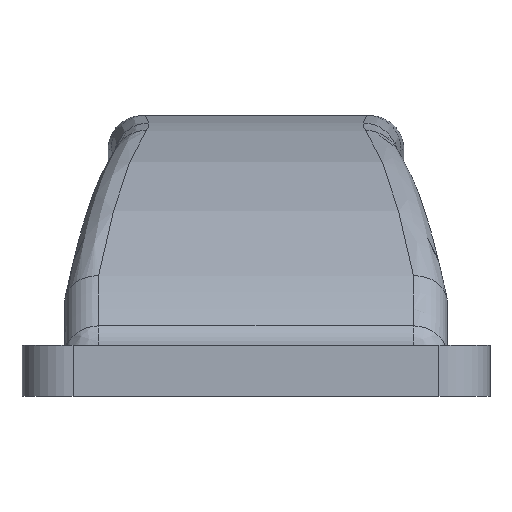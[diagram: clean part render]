
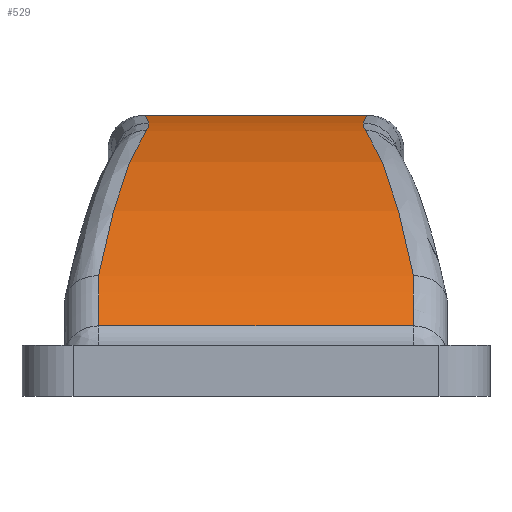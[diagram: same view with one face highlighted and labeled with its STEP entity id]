
A CAD part, front view. The second image highlights one B-rep face of the part: STEP entity #529.
In plain terms, the highlighted cylindrical face has radius 103 mm (diameter 206 mm), a partial arc.
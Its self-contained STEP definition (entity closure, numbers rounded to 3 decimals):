
#64 = DIRECTION ( 'NONE',  ( 1., 0., 0. ) ) ;
#115 = CARTESIAN_POINT ( 'NONE',  ( -500000., -79.95, 8.28 ) ) ;
#184 = AXIS2_PLACEMENT_3D ( 'NONE', #2457, #254, #2838 ) ;
#247 = VERTEX_POINT ( 'NONE', #3246 ) ;
#254 = DIRECTION ( 'NONE',  ( 1., 0., 0. ) ) ;
#257 = CARTESIAN_POINT ( 'NONE',  ( -12.895, -32.042, 31.226 ) ) ;
#283 = LINE ( 'NONE', #115, #1250 ) ;
#294 = VERTEX_POINT ( 'NONE', #2621 ) ;
#338 = CARTESIAN_POINT ( 'NONE',  ( 13.043, -13.008, 33. ) ) ;
#400 = CARTESIAN_POINT ( 'NONE',  ( -18.5, -72.378, 14.168 ) ) ;
#522 = EDGE_CURVE ( 'NONE', #2231, #3870, #3965, .T. ) ;
#529 = ADVANCED_FACE ( 'NONE', ( #3099 ), #1874, .T. ) ;
#720 = EDGE_CURVE ( 'NONE', #247, #1908, #1232, .T. ) ;
#730 = CARTESIAN_POINT ( 'NONE',  ( -13.043, -13.008, 33. ) ) ;
#770 = VECTOR ( 'NONE', #987, 1000. ) ;
#786 = DIRECTION ( 'NONE',  ( 0., 1., 0. ) ) ;
#864 = CARTESIAN_POINT ( 'NONE',  ( -12.595, -26.296, 32.139 ) ) ;
#910 = CARTESIAN_POINT ( 'NONE',  ( -500000., -13.008, -70. ) ) ;
#987 = DIRECTION ( 'NONE',  ( 1., 0., 0. ) ) ;
#1053 = EDGE_CURVE ( 'NONE', #1725, #3870, #283, .T. ) ;
#1088 = ORIENTED_EDGE ( 'NONE', *, *, #720, .T. ) ;
#1092 = CARTESIAN_POINT ( 'NONE',  ( -16.817, -60.264, 22.713 ) ) ;
#1211 = ORIENTED_EDGE ( 'NONE', *, *, #1771, .T. ) ;
#1232 =( BOUNDED_CURVE ( )  B_SPLINE_CURVE ( 3, ( #730, #3007, #3479, #3817 ),
 .UNSPECIFIED., .F., .T. ) 
 B_SPLINE_CURVE_WITH_KNOTS ( ( 4, 4 ),
 ( 4.712, 4.842 ),
 .UNSPECIFIED. ) 
 CURVE ( )  GEOMETRIC_REPRESENTATION_ITEM ( )  RATIONAL_B_SPLINE_CURVE ( ( 1., 0.999, 0.999, 1. ) ) 
 REPRESENTATION_ITEM ( '' )  );
#1250 = VECTOR ( 'NONE', #2693, 1000. ) ;
#1318 = CARTESIAN_POINT ( 'NONE',  ( 12.595, -26.296, 32.139 ) ) ;
#1343 = EDGE_LOOP ( 'NONE', ( #1669, #1829, #3323, #4535, #4668, #1458, #4079, #1088, #1689, #1211 ) ) ;
#1458 = ORIENTED_EDGE ( 'NONE', *, *, #1496, .F. ) ;
#1496 = EDGE_CURVE ( 'NONE', #3986, #3682, #4653, .T. ) ;
#1585 = CARTESIAN_POINT ( 'NONE',  ( 12.595, -26.296, 32.139 ) ) ;
#1631 = DIRECTION ( 'NONE',  ( 0., 0., -1. ) ) ;
#1669 = ORIENTED_EDGE ( 'NONE', *, *, #3996, .T. ) ;
#1689 = ORIENTED_EDGE ( 'NONE', *, *, #2281, .T. ) ;
#1701 = EDGE_CURVE ( 'NONE', #294, #2231, #3445, .T. ) ;
#1725 = VERTEX_POINT ( 'NONE', #3002 ) ;
#1758 = LINE ( 'NONE', #3197, #770 ) ;
#1771 = EDGE_CURVE ( 'NONE', #4555, #4000, #2226, .T. ) ;
#1829 = ORIENTED_EDGE ( 'NONE', *, *, #1053, .T. ) ;
#1832 = AXIS2_PLACEMENT_3D ( 'NONE', #910, #3778, #1631 ) ;
#1871 = CARTESIAN_POINT ( 'NONE',  ( -14.919, -46.61, 28.487 ) ) ;
#1874 = CYLINDRICAL_SURFACE ( 'NONE', #1832, 103. ) ;
#1875 = EDGE_CURVE ( 'NONE', #3682, #294, #1877, .T. ) ;
#1877 = B_SPLINE_CURVE_WITH_KNOTS ( 'NONE', 3,
 ( #1585, #3793, #4520, #2331 ),
 .UNSPECIFIED., .F., .F.,
 ( 4, 4 ),
 ( 0., 0.006 ),
 .UNSPECIFIED. ) ;
#1908 = VERTEX_POINT ( 'NONE', #864 ) ;
#1919 = CARTESIAN_POINT ( 'NONE',  ( 16.817, -60.264, 22.713 ) ) ;
#2068 = CARTESIAN_POINT ( 'NONE',  ( 13.043, -13.008, 33. ) ) ;
#2226 =( BOUNDED_CURVE ( )  B_SPLINE_CURVE ( 3, ( #2606, #1871, #1092, #400 ),
 .UNSPECIFIED., .F., .T. ) 
 B_SPLINE_CURVE_WITH_KNOTS ( ( 4, 4 ),
 ( 1.757, 2.185 ),
 .UNSPECIFIED. ) 
 CURVE ( )  GEOMETRIC_REPRESENTATION_ITEM ( )  RATIONAL_B_SPLINE_CURVE ( ( 1., 0.985, 0.985, 1. ) ) 
 REPRESENTATION_ITEM ( '' )  );
#2231 = VERTEX_POINT ( 'NONE', #3521 ) ;
#2281 = EDGE_CURVE ( 'NONE', #1908, #4555, #3260, .T. ) ;
#2331 = CARTESIAN_POINT ( 'NONE',  ( 12.895, -32.042, 31.226 ) ) ;
#2357 = CARTESIAN_POINT ( 'NONE',  ( 18.5, -79.95, 8.28 ) ) ;
#2457 = CARTESIAN_POINT ( 'NONE',  ( -18.5, -13.008, -70. ) ) ;
#2460 = CARTESIAN_POINT ( 'NONE',  ( -12.631, -30.143, 31.583 ) ) ;
#2606 = CARTESIAN_POINT ( 'NONE',  ( -12.895, -32.042, 31.226 ) ) ;
#2621 = CARTESIAN_POINT ( 'NONE',  ( 12.895, -32.042, 31.226 ) ) ;
#2693 = DIRECTION ( 'NONE',  ( 1., 0., 0. ) ) ;
#2820 = CARTESIAN_POINT ( 'NONE',  ( -12.895, -32.042, 31.226 ) ) ;
#2838 = DIRECTION ( 'NONE',  ( 0., 1., 0. ) ) ;
#2864 = CARTESIAN_POINT ( 'NONE',  ( 12.743, -21.888, 32.713 ) ) ;
#2976 = CARTESIAN_POINT ( 'NONE',  ( 18.5, -13.008, -70. ) ) ;
#3002 = CARTESIAN_POINT ( 'NONE',  ( -18.5, -79.95, 8.28 ) ) ;
#3007 = CARTESIAN_POINT ( 'NONE',  ( -12.893, -17.452, 33. ) ) ;
#3036 = CARTESIAN_POINT ( 'NONE',  ( 14.919, -46.61, 28.487 ) ) ;
#3099 = FACE_OUTER_BOUND ( 'NONE', #1343, .T. ) ;
#3197 = CARTESIAN_POINT ( 'NONE',  ( -500000., -13.008, 33. ) ) ;
#3205 = CARTESIAN_POINT ( 'NONE',  ( -18.5, -72.378, 14.168 ) ) ;
#3234 = CARTESIAN_POINT ( 'NONE',  ( 12.893, -17.452, 33. ) ) ;
#3246 = CARTESIAN_POINT ( 'NONE',  ( -13.043, -13.008, 33. ) ) ;
#3260 = B_SPLINE_CURVE_WITH_KNOTS ( 'NONE', 3,
 ( #4635, #3923, #2460, #257 ),
 .UNSPECIFIED., .F., .F.,
 ( 4, 4 ),
 ( 0., 0.006 ),
 .UNSPECIFIED. ) ;
#3323 = ORIENTED_EDGE ( 'NONE', *, *, #522, .F. ) ;
#3445 =( BOUNDED_CURVE ( )  B_SPLINE_CURVE ( 3, ( #3771, #3036, #1919, #4125 ),
 .UNSPECIFIED., .F., .T. ) 
 B_SPLINE_CURVE_WITH_KNOTS ( ( 4, 4 ),
 ( 1.757, 2.185 ),
 .UNSPECIFIED. ) 
 CURVE ( )  GEOMETRIC_REPRESENTATION_ITEM ( )  RATIONAL_B_SPLINE_CURVE ( ( 1., 0.985, 0.985, 1. ) ) 
 REPRESENTATION_ITEM ( '' )  );
#3479 = CARTESIAN_POINT ( 'NONE',  ( -12.743, -21.888, 32.713 ) ) ;
#3521 = CARTESIAN_POINT ( 'NONE',  ( 18.5, -72.378, 14.168 ) ) ;
#3682 = VERTEX_POINT ( 'NONE', #1318 ) ;
#3771 = CARTESIAN_POINT ( 'NONE',  ( 12.895, -32.042, 31.226 ) ) ;
#3778 = DIRECTION ( 'NONE',  ( 1., 0., 0. ) ) ;
#3793 = CARTESIAN_POINT ( 'NONE',  ( 12.53, -28.228, 31.888 ) ) ;
#3817 = CARTESIAN_POINT ( 'NONE',  ( -12.595, -26.296, 32.139 ) ) ;
#3870 = VERTEX_POINT ( 'NONE', #2357 ) ;
#3893 = CIRCLE ( 'NONE', #184, 103. ) ;
#3923 = CARTESIAN_POINT ( 'NONE',  ( -12.53, -28.228, 31.888 ) ) ;
#3965 = CIRCLE ( 'NONE', #4611, 103. ) ;
#3986 = VERTEX_POINT ( 'NONE', #2068 ) ;
#3996 = EDGE_CURVE ( 'NONE', #4000, #1725, #3893, .T. ) ;
#4000 = VERTEX_POINT ( 'NONE', #3205 ) ;
#4079 = ORIENTED_EDGE ( 'NONE', *, *, #4279, .F. ) ;
#4125 = CARTESIAN_POINT ( 'NONE',  ( 18.5, -72.378, 14.168 ) ) ;
#4279 = EDGE_CURVE ( 'NONE', #247, #3986, #1758, .T. ) ;
#4313 = CARTESIAN_POINT ( 'NONE',  ( 12.595, -26.296, 32.139 ) ) ;
#4520 = CARTESIAN_POINT ( 'NONE',  ( 12.631, -30.143, 31.583 ) ) ;
#4535 = ORIENTED_EDGE ( 'NONE', *, *, #1701, .F. ) ;
#4555 = VERTEX_POINT ( 'NONE', #2820 ) ;
#4611 = AXIS2_PLACEMENT_3D ( 'NONE', #2976, #64, #786 ) ;
#4635 = CARTESIAN_POINT ( 'NONE',  ( -12.595, -26.296, 32.139 ) ) ;
#4653 =( BOUNDED_CURVE ( )  B_SPLINE_CURVE ( 3, ( #338, #3234, #2864, #4313 ),
 .UNSPECIFIED., .F., .F. ) 
 B_SPLINE_CURVE_WITH_KNOTS ( ( 4, 4 ),
 ( 4.712, 4.842 ),
 .UNSPECIFIED. ) 
 CURVE ( )  GEOMETRIC_REPRESENTATION_ITEM ( )  RATIONAL_B_SPLINE_CURVE ( ( 1., 0.999, 0.999, 1. ) ) 
 REPRESENTATION_ITEM ( '' )  );
#4668 = ORIENTED_EDGE ( 'NONE', *, *, #1875, .F. ) ;
